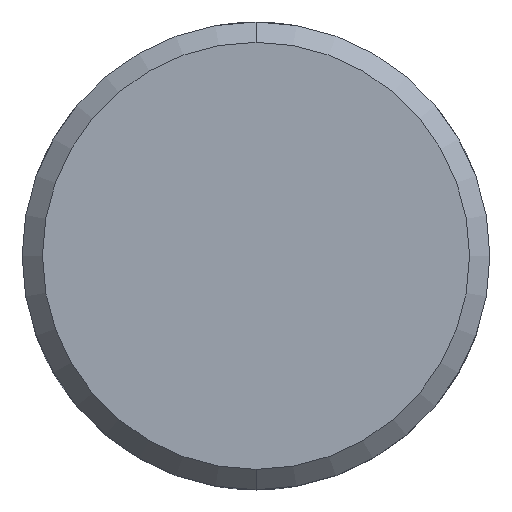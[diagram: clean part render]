
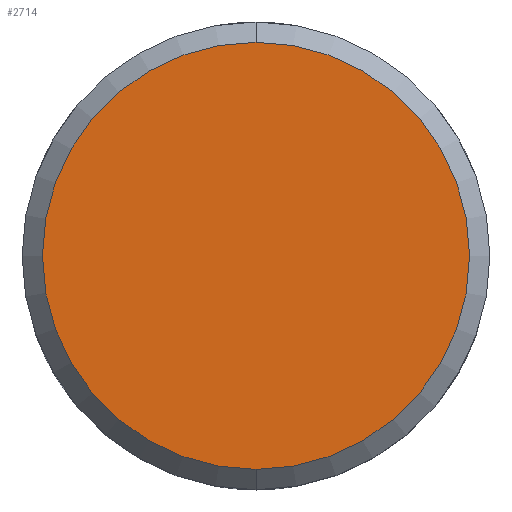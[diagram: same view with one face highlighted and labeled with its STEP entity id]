
A CAD part, top view. The second image highlights one B-rep face of the part: STEP entity #2714.
In plain terms, the highlighted planar face has unit normal (0, 0, 1).
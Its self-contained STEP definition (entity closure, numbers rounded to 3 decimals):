
#130 = VERTEX_POINT ( 'NONE', #1734 ) ;
#177 = AXIS2_PLACEMENT_3D ( 'NONE', #2799, #1206, #1678 ) ;
#277 = ORIENTED_EDGE ( 'NONE', *, *, #2298, .T. ) ;
#367 = DIRECTION ( 'NONE',  ( 0., -1., 0. ) ) ;
#559 = CARTESIAN_POINT ( 'NONE',  ( 0., 0., 56.5 ) ) ;
#662 = EDGE_CURVE ( 'NONE', #1133, #130, #2143, .T. ) ;
#735 = FACE_OUTER_BOUND ( 'NONE', #876, .T. ) ;
#876 = EDGE_LOOP ( 'NONE', ( #2423, #277 ) ) ;
#1133 = VERTEX_POINT ( 'NONE', #2943 ) ;
#1206 = DIRECTION ( 'NONE',  ( 0., 0., 1. ) ) ;
#1678 = DIRECTION ( 'NONE',  ( 0., -1., 0. ) ) ;
#1698 = DIRECTION ( 'NONE',  ( 0., -1., 0. ) ) ;
#1734 = CARTESIAN_POINT ( 'NONE',  ( 0., -52.5, 56.5 ) ) ;
#1933 = AXIS2_PLACEMENT_3D ( 'NONE', #2210, #1993, #367 ) ;
#1993 = DIRECTION ( 'NONE',  ( 0., 0., 1. ) ) ;
#2143 = CIRCLE ( 'NONE', #1933, 52.5 ) ;
#2210 = CARTESIAN_POINT ( 'NONE',  ( 0., 0., 56.5 ) ) ;
#2298 = EDGE_CURVE ( 'NONE', #130, #1133, #2425, .T. ) ;
#2378 = PLANE ( 'NONE',  #177 ) ;
#2423 = ORIENTED_EDGE ( 'NONE', *, *, #662, .T. ) ;
#2425 = CIRCLE ( 'NONE', #2505, 52.5 ) ;
#2505 = AXIS2_PLACEMENT_3D ( 'NONE', #559, #2603, #1698 ) ;
#2603 = DIRECTION ( 'NONE',  ( 0., 0., 1. ) ) ;
#2714 = ADVANCED_FACE ( 'NONE', ( #735 ), #2378, .T. ) ;
#2799 = CARTESIAN_POINT ( 'NONE',  ( 0., 0., 56.5 ) ) ;
#2943 = CARTESIAN_POINT ( 'NONE',  ( 0., 52.5, 56.5 ) ) ;
